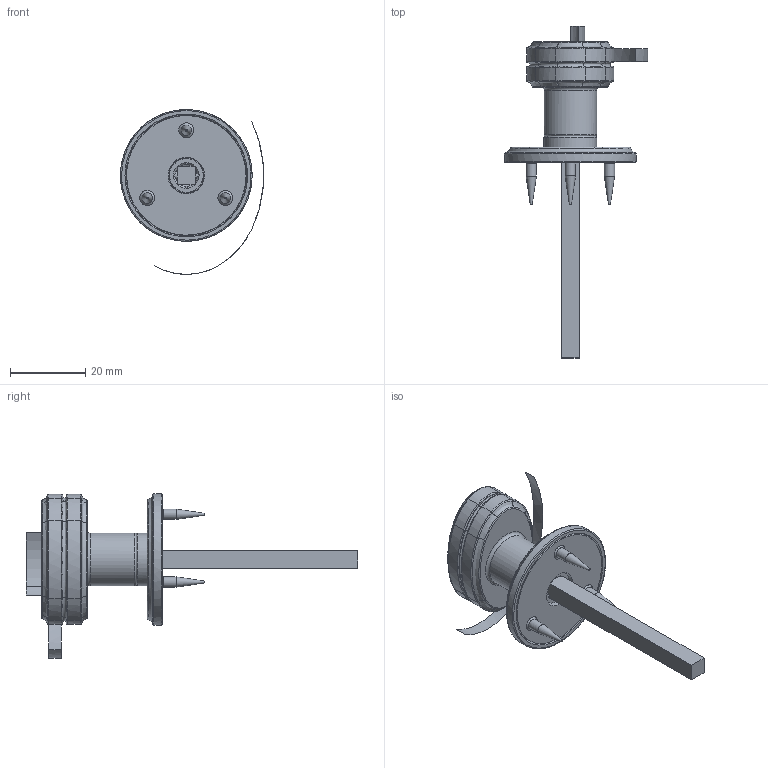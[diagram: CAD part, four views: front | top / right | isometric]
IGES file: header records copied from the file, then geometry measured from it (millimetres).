
Global section: file name: P8161-T; native system: Autodesk Inventor 2018; preprocessor: unknown; author: aprice; date: 20190708.091012; units: millimetre
Bounding box: 38.03 x 88.23 x 43.77 mm (x, y, z)
Volume: 12601.8 mm3; surface area: 10060.7 mm2
Topology: 9 solids, 9 shells, 272 faces, 695 edges, 460 vertices
Faces by surface type: bspline 266, revolution 6
